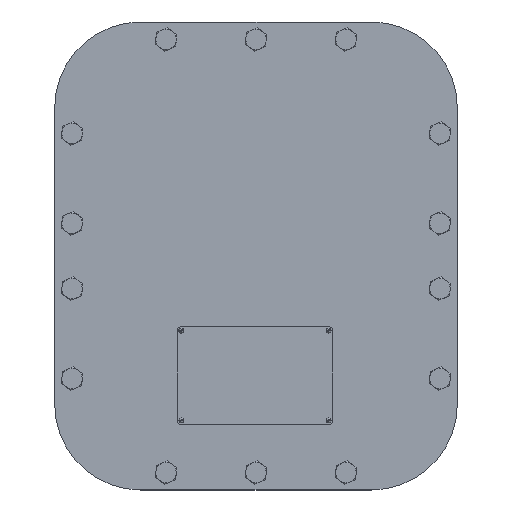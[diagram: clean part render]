
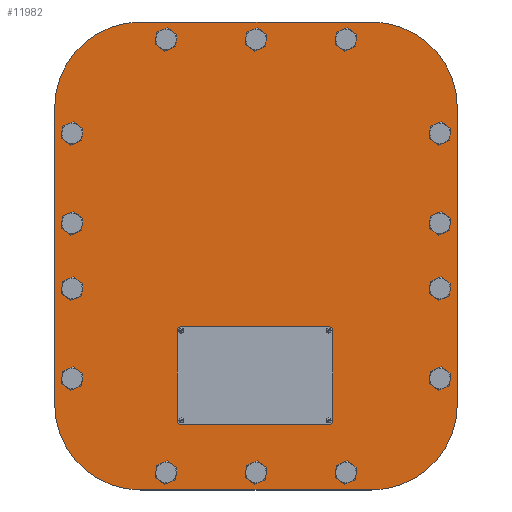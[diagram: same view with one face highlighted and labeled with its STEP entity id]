
A CAD part, top view. The second image highlights one B-rep face of the part: STEP entity #11982.
In plain terms, the highlighted planar face has unit normal (0, 0, 1).
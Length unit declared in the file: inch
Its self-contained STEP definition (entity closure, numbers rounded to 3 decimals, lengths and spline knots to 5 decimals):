
#1959=LINE('',#23051,#2756);
#1964=LINE('',#23061,#2761);
#2010=LINE('',#23243,#2807);
#2013=LINE('',#23253,#2810);
#2756=VECTOR('',#15329,0.3937);
#2761=VECTOR('',#15336,0.3937);
#2807=VECTOR('',#15544,0.3937);
#2810=VECTOR('',#15557,0.3937);
#3121=PLANE('',#13102);
#3497=FACE_BOUND('',#5027,.T.);
#3498=FACE_BOUND('',#5028,.T.);
#3499=FACE_BOUND('',#5029,.T.);
#3500=FACE_BOUND('',#5030,.T.);
#3501=FACE_BOUND('',#5031,.T.);
#3502=FACE_BOUND('',#5032,.T.);
#3503=FACE_BOUND('',#5033,.T.);
#3504=FACE_BOUND('',#5034,.T.);
#3505=FACE_BOUND('',#5035,.T.);
#3506=FACE_BOUND('',#5036,.T.);
#3507=FACE_BOUND('',#5037,.T.);
#3508=FACE_BOUND('',#5038,.T.);
#3509=FACE_BOUND('',#5039,.T.);
#3510=FACE_BOUND('',#5040,.T.);
#4145=FACE_OUTER_BOUND('',#5026,.T.);
#5026=EDGE_LOOP('',(#10885,#10886,#10887,#10888,#10889,#10890,#10891,#10892));
#5027=EDGE_LOOP('',(#10893));
#5028=EDGE_LOOP('',(#10894));
#5029=EDGE_LOOP('',(#10895));
#5030=EDGE_LOOP('',(#10896));
#5031=EDGE_LOOP('',(#10897));
#5032=EDGE_LOOP('',(#10898));
#5033=EDGE_LOOP('',(#10899));
#5034=EDGE_LOOP('',(#10900));
#5035=EDGE_LOOP('',(#10901));
#5036=EDGE_LOOP('',(#10902));
#5037=EDGE_LOOP('',(#10903));
#5038=EDGE_LOOP('',(#10904));
#5039=EDGE_LOOP('',(#10905));
#5040=EDGE_LOOP('',(#10906));
#5412=CIRCLE('',#12963,0.23438);
#5414=CIRCLE('',#12966,0.23438);
#5416=CIRCLE('',#12969,0.23438);
#5418=CIRCLE('',#12972,0.23438);
#5420=CIRCLE('',#12975,0.23438);
#5422=CIRCLE('',#12978,0.23438);
#5424=CIRCLE('',#12981,0.23438);
#5426=CIRCLE('',#12984,0.23438);
#5428=CIRCLE('',#12987,0.23438);
#5430=CIRCLE('',#12990,0.23438);
#5432=CIRCLE('',#12993,0.23438);
#5434=CIRCLE('',#12996,0.23438);
#5436=CIRCLE('',#12999,0.23438);
#5438=CIRCLE('',#13002,0.23438);
#5488=CIRCLE('',#13093,2.625);
#5489=CIRCLE('',#13096,2.625);
#5490=CIRCLE('',#13098,2.625);
#5491=CIRCLE('',#13101,2.625);
#6366=VERTEX_POINT('',#22954);
#6368=VERTEX_POINT('',#22959);
#6370=VERTEX_POINT('',#22964);
#6372=VERTEX_POINT('',#22969);
#6374=VERTEX_POINT('',#22974);
#6376=VERTEX_POINT('',#22979);
#6378=VERTEX_POINT('',#22984);
#6380=VERTEX_POINT('',#22989);
#6382=VERTEX_POINT('',#22994);
#6384=VERTEX_POINT('',#22999);
#6386=VERTEX_POINT('',#23004);
#6388=VERTEX_POINT('',#23009);
#6390=VERTEX_POINT('',#23014);
#6392=VERTEX_POINT('',#23019);
#6403=VERTEX_POINT('',#23048);
#6404=VERTEX_POINT('',#23050);
#6407=VERTEX_POINT('',#23058);
#6408=VERTEX_POINT('',#23060);
#6462=VERTEX_POINT('',#23238);
#6463=VERTEX_POINT('',#23242);
#6464=VERTEX_POINT('',#23248);
#6465=VERTEX_POINT('',#23252);
#7831=EDGE_CURVE('',#6366,#6366,#5412,.T.);
#7833=EDGE_CURVE('',#6368,#6368,#5414,.T.);
#7835=EDGE_CURVE('',#6370,#6370,#5416,.T.);
#7837=EDGE_CURVE('',#6372,#6372,#5418,.T.);
#7839=EDGE_CURVE('',#6374,#6374,#5420,.T.);
#7841=EDGE_CURVE('',#6376,#6376,#5422,.T.);
#7843=EDGE_CURVE('',#6378,#6378,#5424,.T.);
#7845=EDGE_CURVE('',#6380,#6380,#5426,.T.);
#7847=EDGE_CURVE('',#6382,#6382,#5428,.T.);
#7849=EDGE_CURVE('',#6384,#6384,#5430,.T.);
#7851=EDGE_CURVE('',#6386,#6386,#5432,.T.);
#7853=EDGE_CURVE('',#6388,#6388,#5434,.T.);
#7855=EDGE_CURVE('',#6390,#6390,#5436,.T.);
#7857=EDGE_CURVE('',#6392,#6392,#5438,.T.);
#7871=EDGE_CURVE('',#6404,#6403,#1959,.T.);
#7876=EDGE_CURVE('',#6408,#6407,#1964,.T.);
#7965=EDGE_CURVE('',#6462,#6408,#5488,.T.);
#7967=EDGE_CURVE('',#6463,#6462,#2010,.T.);
#7969=EDGE_CURVE('',#6403,#6463,#5489,.T.);
#7970=EDGE_CURVE('',#6464,#6404,#5490,.T.);
#7972=EDGE_CURVE('',#6465,#6464,#2013,.T.);
#7974=EDGE_CURVE('',#6407,#6465,#5491,.T.);
#10885=ORIENTED_EDGE('',*,*,#7876,.T.);
#10886=ORIENTED_EDGE('',*,*,#7974,.T.);
#10887=ORIENTED_EDGE('',*,*,#7972,.T.);
#10888=ORIENTED_EDGE('',*,*,#7970,.T.);
#10889=ORIENTED_EDGE('',*,*,#7871,.T.);
#10890=ORIENTED_EDGE('',*,*,#7969,.T.);
#10891=ORIENTED_EDGE('',*,*,#7967,.T.);
#10892=ORIENTED_EDGE('',*,*,#7965,.T.);
#10893=ORIENTED_EDGE('',*,*,#7831,.T.);
#10894=ORIENTED_EDGE('',*,*,#7833,.T.);
#10895=ORIENTED_EDGE('',*,*,#7835,.T.);
#10896=ORIENTED_EDGE('',*,*,#7837,.T.);
#10897=ORIENTED_EDGE('',*,*,#7839,.T.);
#10898=ORIENTED_EDGE('',*,*,#7841,.T.);
#10899=ORIENTED_EDGE('',*,*,#7843,.T.);
#10900=ORIENTED_EDGE('',*,*,#7845,.T.);
#10901=ORIENTED_EDGE('',*,*,#7847,.T.);
#10902=ORIENTED_EDGE('',*,*,#7849,.T.);
#10903=ORIENTED_EDGE('',*,*,#7851,.T.);
#10904=ORIENTED_EDGE('',*,*,#7853,.T.);
#10905=ORIENTED_EDGE('',*,*,#7855,.T.);
#10906=ORIENTED_EDGE('',*,*,#7857,.T.);
#11982=ADVANCED_FACE('',(#4145,#3497,#3498,#3499,#3500,#3501,#3502,#3503,
#3504,#3505,#3506,#3507,#3508,#3509,#3510),#3121,.T.);
#12963=AXIS2_PLACEMENT_3D('',#22955,#15221,#15222);
#12966=AXIS2_PLACEMENT_3D('',#22960,#15227,#15228);
#12969=AXIS2_PLACEMENT_3D('',#22965,#15233,#15234);
#12972=AXIS2_PLACEMENT_3D('',#22970,#15239,#15240);
#12975=AXIS2_PLACEMENT_3D('',#22975,#15245,#15246);
#12978=AXIS2_PLACEMENT_3D('',#22980,#15251,#15252);
#12981=AXIS2_PLACEMENT_3D('',#22985,#15257,#15258);
#12984=AXIS2_PLACEMENT_3D('',#22990,#15263,#15264);
#12987=AXIS2_PLACEMENT_3D('',#22995,#15269,#15270);
#12990=AXIS2_PLACEMENT_3D('',#23000,#15275,#15276);
#12993=AXIS2_PLACEMENT_3D('',#23005,#15281,#15282);
#12996=AXIS2_PLACEMENT_3D('',#23010,#15287,#15288);
#12999=AXIS2_PLACEMENT_3D('',#23015,#15293,#15294);
#13002=AXIS2_PLACEMENT_3D('',#23020,#15299,#15300);
#13093=AXIS2_PLACEMENT_3D('',#23239,#15539,#15540);
#13096=AXIS2_PLACEMENT_3D('',#23246,#15548,#15549);
#13098=AXIS2_PLACEMENT_3D('',#23249,#15552,#15553);
#13101=AXIS2_PLACEMENT_3D('',#23256,#15561,#15562);
#13102=AXIS2_PLACEMENT_3D('',#23257,#15563,#15564);
#15221=DIRECTION('center_axis',(0.,0.,-1.));
#15222=DIRECTION('ref_axis',(-1.,0.,0.));
#15227=DIRECTION('center_axis',(0.,0.,-1.));
#15228=DIRECTION('ref_axis',(-1.,0.,0.));
#15233=DIRECTION('center_axis',(0.,0.,-1.));
#15234=DIRECTION('ref_axis',(-1.,0.,0.));
#15239=DIRECTION('center_axis',(0.,0.,-1.));
#15240=DIRECTION('ref_axis',(-1.,0.,0.));
#15245=DIRECTION('center_axis',(0.,0.,-1.));
#15246=DIRECTION('ref_axis',(-1.,0.,0.));
#15251=DIRECTION('center_axis',(0.,0.,-1.));
#15252=DIRECTION('ref_axis',(-1.,0.,0.));
#15257=DIRECTION('center_axis',(0.,0.,-1.));
#15258=DIRECTION('ref_axis',(-1.,0.,0.));
#15263=DIRECTION('center_axis',(0.,0.,-1.));
#15264=DIRECTION('ref_axis',(-1.,0.,0.));
#15269=DIRECTION('center_axis',(0.,0.,-1.));
#15270=DIRECTION('ref_axis',(-1.,0.,0.));
#15275=DIRECTION('center_axis',(0.,0.,-1.));
#15276=DIRECTION('ref_axis',(-1.,0.,0.));
#15281=DIRECTION('center_axis',(0.,0.,-1.));
#15282=DIRECTION('ref_axis',(-1.,0.,0.));
#15287=DIRECTION('center_axis',(0.,0.,-1.));
#15288=DIRECTION('ref_axis',(-1.,0.,0.));
#15293=DIRECTION('center_axis',(0.,0.,-1.));
#15294=DIRECTION('ref_axis',(-1.,0.,0.));
#15299=DIRECTION('center_axis',(0.,0.,-1.));
#15300=DIRECTION('ref_axis',(-1.,0.,0.));
#15329=DIRECTION('',(0.,1.,0.));
#15336=DIRECTION('',(0.,-1.,0.));
#15539=DIRECTION('center_axis',(0.,0.,1.));
#15540=DIRECTION('ref_axis',(0.,1.,0.));
#15544=DIRECTION('',(-1.,0.,0.));
#15548=DIRECTION('center_axis',(0.,0.,1.));
#15549=DIRECTION('ref_axis',(1.,0.,0.));
#15552=DIRECTION('center_axis',(0.,0.,1.));
#15553=DIRECTION('ref_axis',(0.,-1.,0.));
#15557=DIRECTION('',(1.,0.,0.));
#15561=DIRECTION('center_axis',(0.,0.,1.));
#15562=DIRECTION('ref_axis',(-1.,0.,0.));
#15563=DIRECTION('center_axis',(0.,0.,1.));
#15564=DIRECTION('ref_axis',(1.,0.,0.));
#22954=CARTESIAN_POINT('',(5.85938,1.,0.625));
#22955=CARTESIAN_POINT('Origin',(5.625,1.,0.625));
#22959=CARTESIAN_POINT('',(0.23438,6.625,0.625));
#22960=CARTESIAN_POINT('Origin',(0.,6.625,0.625));
#22964=CARTESIAN_POINT('',(5.85938,-1.,0.625));
#22965=CARTESIAN_POINT('Origin',(5.625,-1.,0.625));
#22969=CARTESIAN_POINT('',(-5.39063,-1.,0.625));
#22970=CARTESIAN_POINT('Origin',(-5.625,-1.,0.625));
#22974=CARTESIAN_POINT('',(0.23437,-6.625,0.625));
#22975=CARTESIAN_POINT('Origin',(0.,-6.625,0.625));
#22979=CARTESIAN_POINT('',(-5.39063,1.,0.625));
#22980=CARTESIAN_POINT('Origin',(-5.625,1.,0.625));
#22984=CARTESIAN_POINT('',(-2.51563,-6.625,0.625));
#22985=CARTESIAN_POINT('Origin',(-2.75,-6.625,0.625));
#22989=CARTESIAN_POINT('',(2.98438,-6.625,0.625));
#22990=CARTESIAN_POINT('Origin',(2.75,-6.625,0.625));
#22994=CARTESIAN_POINT('',(-5.39063,3.75,0.625));
#22995=CARTESIAN_POINT('Origin',(-5.625,3.75,0.625));
#22999=CARTESIAN_POINT('',(5.85938,3.75,0.625));
#23000=CARTESIAN_POINT('Origin',(5.625,3.75,0.625));
#23004=CARTESIAN_POINT('',(2.98438,6.625,0.625));
#23005=CARTESIAN_POINT('Origin',(2.75,6.625,0.625));
#23009=CARTESIAN_POINT('',(-2.51563,6.625,0.625));
#23010=CARTESIAN_POINT('Origin',(-2.75,6.625,0.625));
#23014=CARTESIAN_POINT('',(5.85938,-3.75,0.625));
#23015=CARTESIAN_POINT('Origin',(5.625,-3.75,0.625));
#23019=CARTESIAN_POINT('',(-5.39063,-3.75,0.625));
#23020=CARTESIAN_POINT('Origin',(-5.625,-3.75,0.625));
#23048=CARTESIAN_POINT('',(6.15625,4.53125,0.625));
#23050=CARTESIAN_POINT('',(6.15625,-4.53125,0.625));
#23051=CARTESIAN_POINT('',(6.15625,-4.53125,0.625));
#23058=CARTESIAN_POINT('',(-6.15625,-4.53125,0.625));
#23060=CARTESIAN_POINT('',(-6.15625,4.53125,0.625));
#23061=CARTESIAN_POINT('',(-6.15625,4.53125,0.625));
#23238=CARTESIAN_POINT('',(-3.53125,7.15625,0.625));
#23239=CARTESIAN_POINT('Origin',(-3.53125,4.53125,0.625));
#23242=CARTESIAN_POINT('',(3.53125,7.15625,0.625));
#23243=CARTESIAN_POINT('',(3.53125,7.15625,0.625));
#23246=CARTESIAN_POINT('Origin',(3.53125,4.53125,0.625));
#23248=CARTESIAN_POINT('',(3.53125,-7.15625,0.625));
#23249=CARTESIAN_POINT('Origin',(3.53125,-4.53125,0.625));
#23252=CARTESIAN_POINT('',(-3.53125,-7.15625,0.625));
#23253=CARTESIAN_POINT('',(-3.53125,-7.15625,0.625));
#23256=CARTESIAN_POINT('Origin',(-3.53125,-4.53125,0.625));
#23257=CARTESIAN_POINT('Origin',(0.,0.,
0.625));
